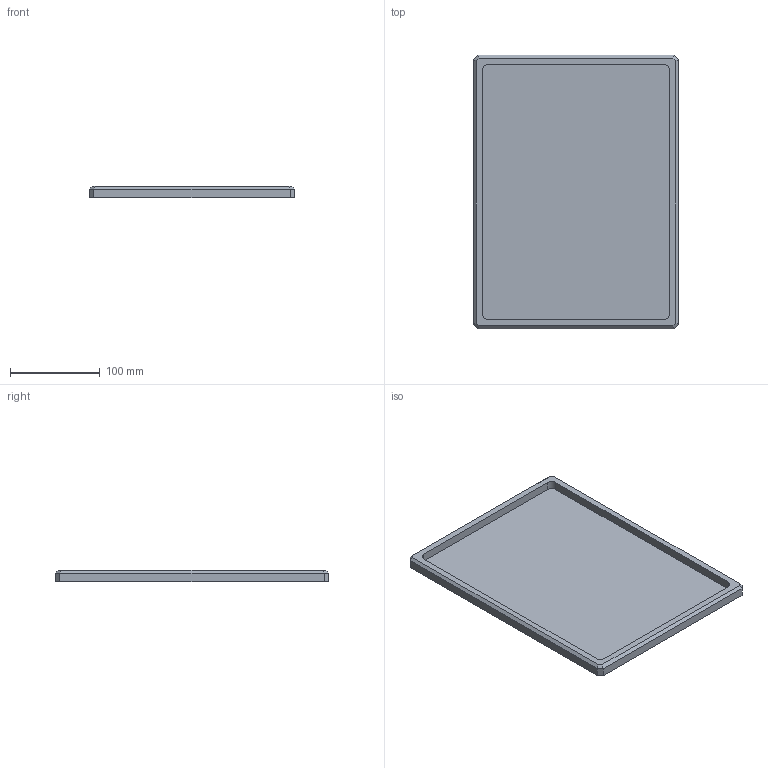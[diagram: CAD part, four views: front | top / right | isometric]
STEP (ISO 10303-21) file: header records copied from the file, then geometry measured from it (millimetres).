
FILE_DESCRIPTION (( 'STEP AP214' ), '1' );
FILE_NAME ('Center_Shroud_Inside.STEP', '2020-10-22T23:45:29', ( '' ), ( '' ), 'SwSTEP 2.0', 'SolidWorks 2020', '' );
FILE_SCHEMA (( 'AUTOMOTIVE_DESIGN' ));
Length unit declared in the file: millimetre
Products named in the file (1): Center_Shroud_Inside
Bounding box: 228.6 x 304.8 x 12.7 mm (x, y, z)
Volume: 313496.2 mm3; surface area: 159988.7 mm2
Topology: 1 solids, 1 shells, 27 faces, 64 edges, 40 vertices
Faces by surface type: plane 23, cylinder 4
Entity records: 807 total; most frequent: CARTESIAN_POINT 132, ORIENTED_EDGE 128, DIRECTION 128, EDGE_CURVE 64, VECTOR 56, LINE 56, VERTEX_POINT 40, AXIS2_PLACEMENT_3D 36
